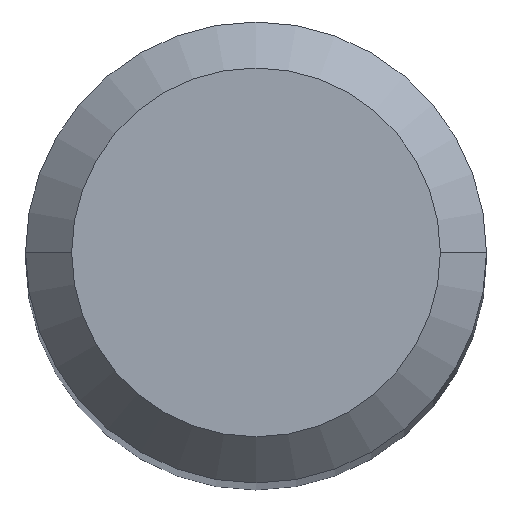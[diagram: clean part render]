
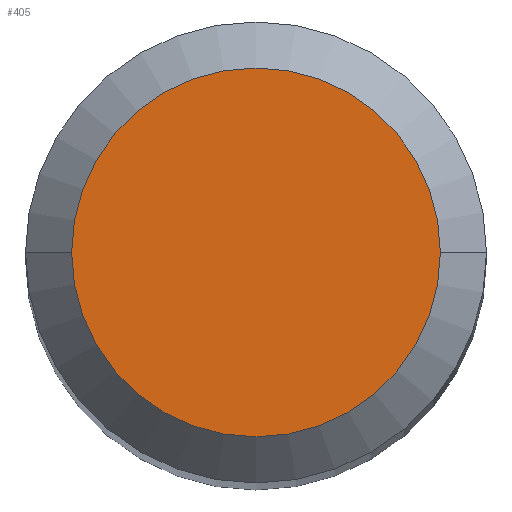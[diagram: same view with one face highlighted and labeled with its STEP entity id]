
A CAD part, top view. The second image highlights one B-rep face of the part: STEP entity #405.
In plain terms, the highlighted planar face has unit normal (0, 0, 1).
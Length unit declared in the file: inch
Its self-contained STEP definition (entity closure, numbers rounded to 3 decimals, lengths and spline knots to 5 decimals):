
#35 = ORIENTED_EDGE ( 'NONE', *, *, #185, .T. ) ;
#37 = VERTEX_POINT ( 'NONE', #145 ) ;
#87 = CARTESIAN_POINT ( 'NONE',  ( 0., 0., 0. ) ) ;
#112 = DIRECTION ( 'NONE',  ( 1., 0., 0. ) ) ;
#130 = EDGE_CURVE ( 'NONE', #37, #241, #227, .T. ) ;
#145 = CARTESIAN_POINT ( 'NONE',  ( 0.04724, 0., 0. ) ) ;
#157 = PLANE ( 'NONE',  #320 ) ;
#158 = CARTESIAN_POINT ( 'NONE',  ( 0., 0., 0. ) ) ;
#185 = EDGE_CURVE ( 'NONE', #241, #37, #252, .T. ) ;
#223 = AXIS2_PLACEMENT_3D ( 'NONE', #158, #307, #112 ) ;
#227 = CIRCLE ( 'NONE', #265, 0.04724 ) ;
#241 = VERTEX_POINT ( 'NONE', #458 ) ;
#252 = CIRCLE ( 'NONE', #223, 0.04724 ) ;
#257 = CARTESIAN_POINT ( 'NONE',  ( 0., 0., 0. ) ) ;
#265 = AXIS2_PLACEMENT_3D ( 'NONE', #257, #466, #388 ) ;
#268 = EDGE_LOOP ( 'NONE', ( #35, #376 ) ) ;
#283 = DIRECTION ( 'NONE',  ( 0., 0., -1. ) ) ;
#307 = DIRECTION ( 'NONE',  ( 0., 0., 1. ) ) ;
#308 = DIRECTION ( 'NONE',  ( -1., 0., 0. ) ) ;
#320 = AXIS2_PLACEMENT_3D ( 'NONE', #87, #283, #308 ) ;
#376 = ORIENTED_EDGE ( 'NONE', *, *, #130, .T. ) ;
#388 = DIRECTION ( 'NONE',  ( 1., 0., 0. ) ) ;
#405 = ADVANCED_FACE ( 'NONE', ( #415 ), #157, .F. ) ;
#415 = FACE_OUTER_BOUND ( 'NONE', #268, .T. ) ;
#458 = CARTESIAN_POINT ( 'NONE',  ( -0.04724, 0., 0. ) ) ;
#466 = DIRECTION ( 'NONE',  ( 0., 0., 1. ) ) ;
